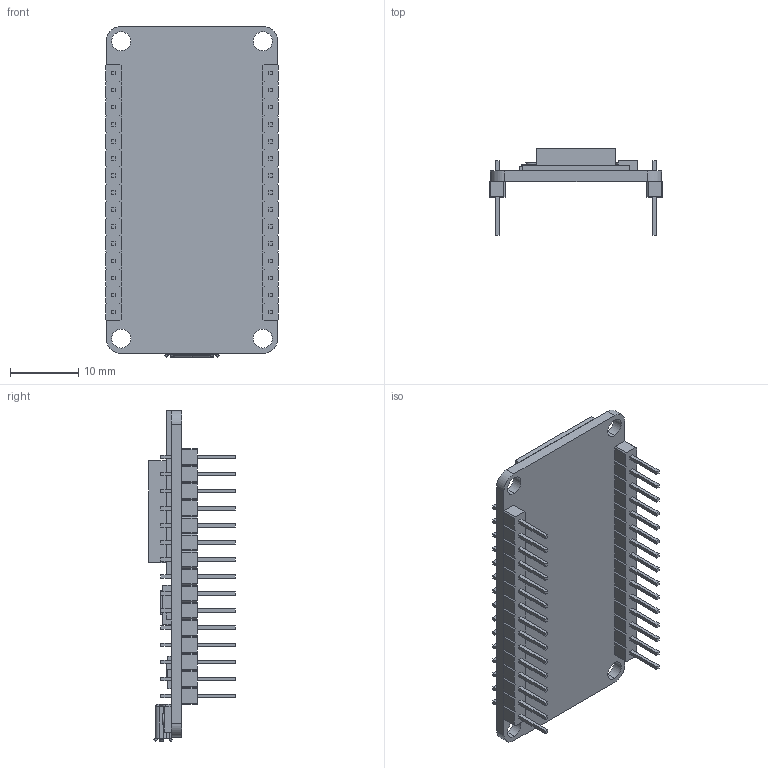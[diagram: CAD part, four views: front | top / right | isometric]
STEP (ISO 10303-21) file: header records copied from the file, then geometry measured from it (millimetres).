
FILE_DESCRIPTION (( 'STEP AP214' ), '1' );
FILE_NAME ('NodeMCU HiLetgo ESP8266.STEP', '2020-07-06T23:13:21', ( '' ), ( '' ), 'SwSTEP 2.0', 'SolidWorks 2020', '' );
FILE_SCHEMA (( 'AUTOMOTIVE_DESIGN' ));
Length unit declared in the file: inch
Products named in the file (5): Pin Headers; NodeMCU HiLetgo ESP8266; molex_0473460001; HiLetgo ESP8266; PCB Button
Assembly tree (6 placements, depth 2):
  NodeMCU HiLetgo ESP8266
    HiLetgo ESP8266
    molex_0473460001
    PCB Button  x2
    Pin Headers  x2
Bounding box: 25.4 x 12.7 x 48.61 mm (x, y, z)
Volume: 3109.9 mm3; surface area: 5618.6 mm2
Topology: 10 solids, 10 shells, 993 faces, 2679 edges, 1761 vertices
Faces by surface type: plane 846, cylinder 129, bspline 14, sphere 4
Entity records: 28473 total; most frequent: CARTESIAN_POINT 5172, ORIENTED_EDGE 4042, DIRECTION 3353, EDGE_CURVE 2021, VECTOR 1651, LINE 1651, VERTEX_POINT 1325, AXIS2_PLACEMENT_3D 851
